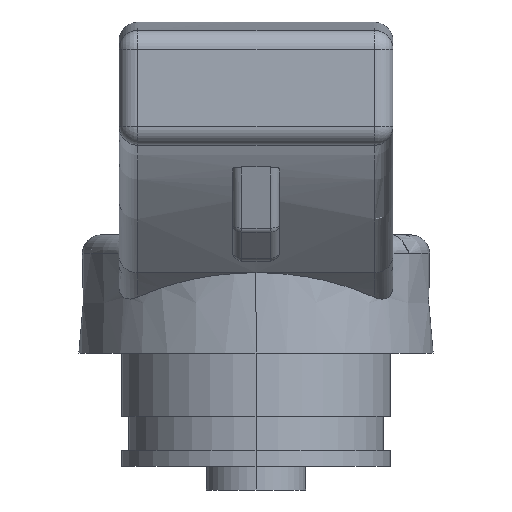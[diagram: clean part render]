
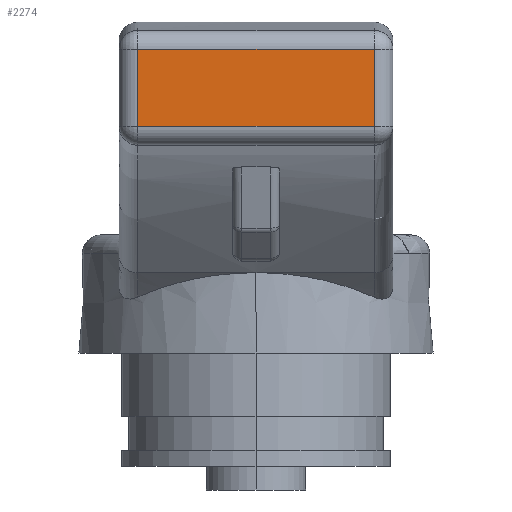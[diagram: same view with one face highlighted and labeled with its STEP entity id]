
A CAD part, front view. The second image highlights one B-rep face of the part: STEP entity #2274.
In plain terms, the highlighted planar face has unit normal (0, -1, 0).
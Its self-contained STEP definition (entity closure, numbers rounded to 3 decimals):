
#1632=CARTESIAN_POINT('',(-12.5,-77.6,32.157));
#1633=VERTEX_POINT('',#1632);
#1676=CARTESIAN_POINT('',(-12.5,-77.6,23.986));
#1677=VERTEX_POINT('',#1676);
#1702=CARTESIAN_POINT('',(12.5,-77.6,32.157));
#1703=VERTEX_POINT('',#1702);
#1746=CARTESIAN_POINT('',(12.5,-77.6,23.986));
#1747=VERTEX_POINT('',#1746);
#1771=CARTESIAN_POINT('',(12.5,-77.6,32.157));
#1772=DIRECTION('',(0.0,0.0,-1.0));
#1773=VECTOR('',#1772,8.171);
#1774=LINE('',#1771,#1773);
#1775=EDGE_CURVE('',#1703,#1747,#1774,.T.);
#1800=CARTESIAN_POINT('',(12.5,-77.6,23.986));
#1801=DIRECTION('',(-1.0,0.0,0.0));
#1802=VECTOR('',#1801,25.);
#1803=LINE('',#1800,#1802);
#1804=EDGE_CURVE('',#1747,#1677,#1803,.T.);
#1839=CARTESIAN_POINT('',(-12.5,-77.6,32.157));
#1840=DIRECTION('',(1.0,0.0,0.0));
#1841=VECTOR('',#1840,25.);
#1842=LINE('',#1839,#1841);
#1843=EDGE_CURVE('',#1633,#1703,#1842,.T.);
#1895=CARTESIAN_POINT('',(-12.5,-77.6,23.986));
#1896=DIRECTION('',(0.0,0.0,1.0));
#1897=VECTOR('',#1896,8.171);
#1898=LINE('',#1895,#1897);
#1899=EDGE_CURVE('',#1677,#1633,#1898,.T.);
#2263=CARTESIAN_POINT('',(0.,-77.6,34.0));
#2264=DIRECTION('',(0.0,-1.0,0.0));
#2265=DIRECTION('',(1.0,0.0,0.0));
#2266=AXIS2_PLACEMENT_3D('',#2263,#2264,#2265);
#2267=PLANE('',#2266);
#2268=ORIENTED_EDGE('',*,*,#1775,.F.);
#2269=ORIENTED_EDGE('',*,*,#1843,.F.);
#2270=ORIENTED_EDGE('',*,*,#1899,.F.);
#2271=ORIENTED_EDGE('',*,*,#1804,.F.);
#2272=EDGE_LOOP('',(#2268,#2269,#2270,#2271));
#2273=FACE_OUTER_BOUND('',#2272,.T.);
#2274=ADVANCED_FACE('',(#2273),#2267,.T.);
